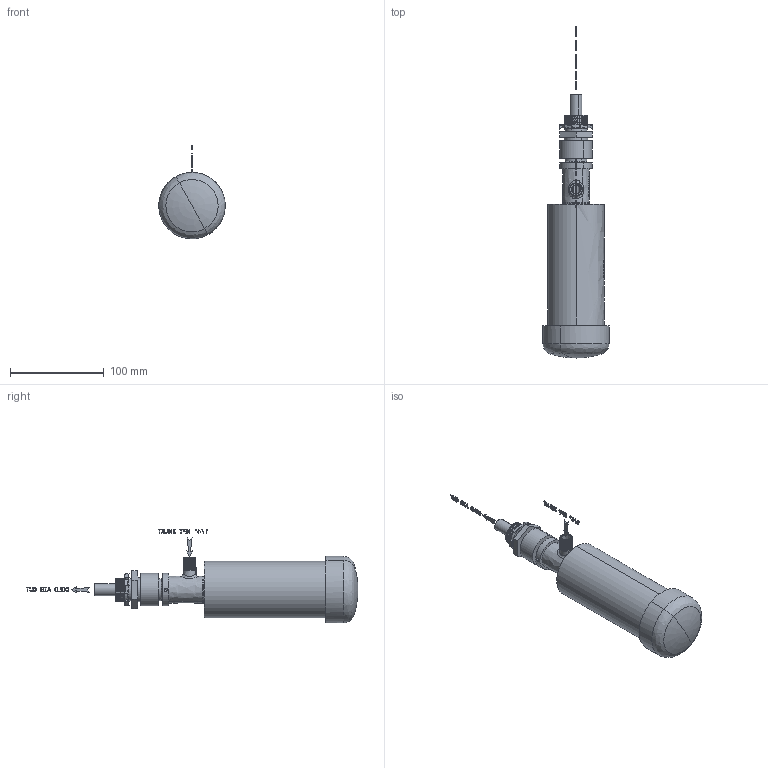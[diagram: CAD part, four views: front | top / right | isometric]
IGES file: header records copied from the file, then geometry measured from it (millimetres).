
Start section: START RECORD GO HERE.
Global section: file name: Med. Panel Cooler Muffling Kit.igs; native system: DASSAULT SYSTEMES CATIA V5 R20 - www.3ds.com; preprocessor: CATIA Version 5 Release 20 ; author: DESIGNENG; organization: KJNDESIGN; date: 20150324.144745; units: millimetre
Bounding box: 70.94 x 355.08 x 100.34 mm (x, y, z)
Volume: 320300.9 mm3; surface area: 127358.1 mm2
Topology: 32 solids, 33 shells, 1431 faces, 3840 edges, 2524 vertices
Faces by surface type: bspline 1431
